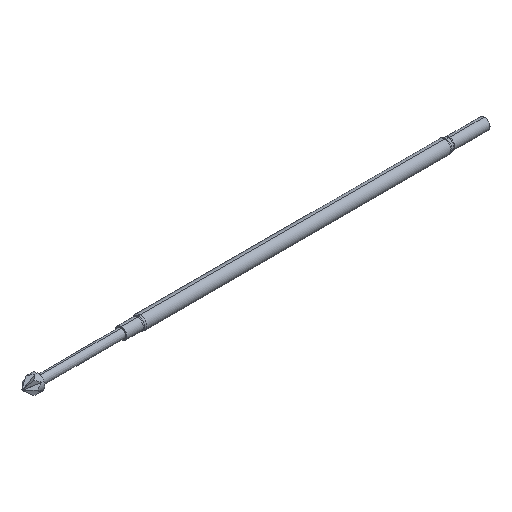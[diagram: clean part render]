
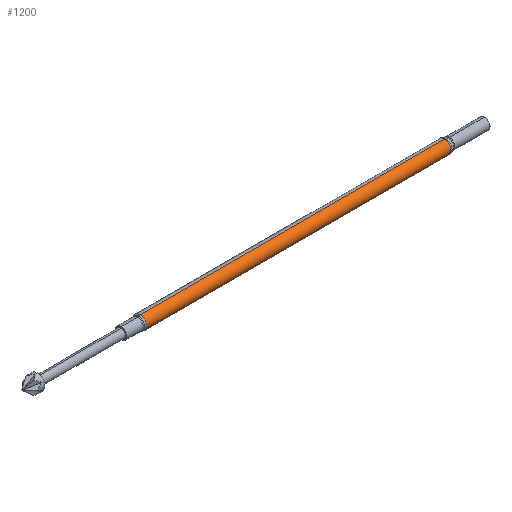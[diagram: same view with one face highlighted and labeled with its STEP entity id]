
A CAD part, isometric view. The second image highlights one B-rep face of the part: STEP entity #1200.
In plain terms, the highlighted cylindrical face has radius 0.51 mm (diameter 1.021 mm), a partial arc.
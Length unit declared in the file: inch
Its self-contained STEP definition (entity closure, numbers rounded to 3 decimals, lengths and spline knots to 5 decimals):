
#192 = AXIS2_PLACEMENT_3D ( 'NONE', #2870, #4810, #2885 ) ;
#257 = VECTOR ( 'NONE', #878, 39.37008 ) ;
#333 = CARTESIAN_POINT ( 'NONE',  ( 1.1655, 0., 0.0201 ) ) ;
#376 = ORIENTED_EDGE ( 'NONE', *, *, #2841, .T. ) ;
#474 = FACE_OUTER_BOUND ( 'NONE', #1334, .T. ) ;
#532 = CARTESIAN_POINT ( 'NONE',  ( 1.1655, 0., -0.0201 ) ) ;
#567 = EDGE_CURVE ( 'NONE', #4042, #4776, #1065, .T. ) ;
#641 = CIRCLE ( 'NONE', #192, 0.0201 ) ;
#878 = DIRECTION ( 'NONE',  ( 1., 0., 0. ) ) ;
#1065 = CIRCLE ( 'NONE', #2159, 0.0201 ) ;
#1087 = AXIS2_PLACEMENT_3D ( 'NONE', #1529, #4319, #2293 ) ;
#1099 = LINE ( 'NONE', #532, #257 ) ;
#1200 = ADVANCED_FACE ( 'NONE', ( #474 ), #5206, .T. ) ;
#1334 = EDGE_LOOP ( 'NONE', ( #3147, #376, #2844, #4404 ) ) ;
#1529 = CARTESIAN_POINT ( 'NONE',  ( 1.1655, 0., 0. ) ) ;
#1556 = CARTESIAN_POINT ( 'NONE',  ( 0.986, 0., 0.0201 ) ) ;
#2159 = AXIS2_PLACEMENT_3D ( 'NONE', #4596, #4997, #2229 ) ;
#2220 = VECTOR ( 'NONE', #4808, 39.37008 ) ;
#2229 = DIRECTION ( 'NONE',  ( 0., 0., -1. ) ) ;
#2264 = VERTEX_POINT ( 'NONE', #5058 ) ;
#2293 = DIRECTION ( 'NONE',  ( 0., 0., -1. ) ) ;
#2841 = EDGE_CURVE ( 'NONE', #4161, #2264, #641, .T. ) ;
#2844 = ORIENTED_EDGE ( 'NONE', *, *, #3024, .T. ) ;
#2870 = CARTESIAN_POINT ( 'NONE',  ( 0.05786, 0., 0. ) ) ;
#2885 = DIRECTION ( 'NONE',  ( 0., 0., -1. ) ) ;
#3024 = EDGE_CURVE ( 'NONE', #2264, #4776, #1099, .T. ) ;
#3147 = ORIENTED_EDGE ( 'NONE', *, *, #3375, .F. ) ;
#3257 = CARTESIAN_POINT ( 'NONE',  ( 0.986, 0., -0.0201 ) ) ;
#3375 = EDGE_CURVE ( 'NONE', #4161, #4042, #3990, .T. ) ;
#3990 = LINE ( 'NONE', #333, #2220 ) ;
#4042 = VERTEX_POINT ( 'NONE', #1556 ) ;
#4161 = VERTEX_POINT ( 'NONE', #4331 ) ;
#4319 = DIRECTION ( 'NONE',  ( 1., 0., 0. ) ) ;
#4331 = CARTESIAN_POINT ( 'NONE',  ( 0.05786, 0., 0.0201 ) ) ;
#4404 = ORIENTED_EDGE ( 'NONE', *, *, #567, .F. ) ;
#4596 = CARTESIAN_POINT ( 'NONE',  ( 0.986, 0., 0. ) ) ;
#4776 = VERTEX_POINT ( 'NONE', #3257 ) ;
#4808 = DIRECTION ( 'NONE',  ( 1., 0., 0. ) ) ;
#4810 = DIRECTION ( 'NONE',  ( 1., 0., 0. ) ) ;
#4997 = DIRECTION ( 'NONE',  ( 1., 0., 0. ) ) ;
#5058 = CARTESIAN_POINT ( 'NONE',  ( 0.05786, 0., -0.0201 ) ) ;
#5206 = CYLINDRICAL_SURFACE ( 'NONE', #1087, 0.0201 ) ;
